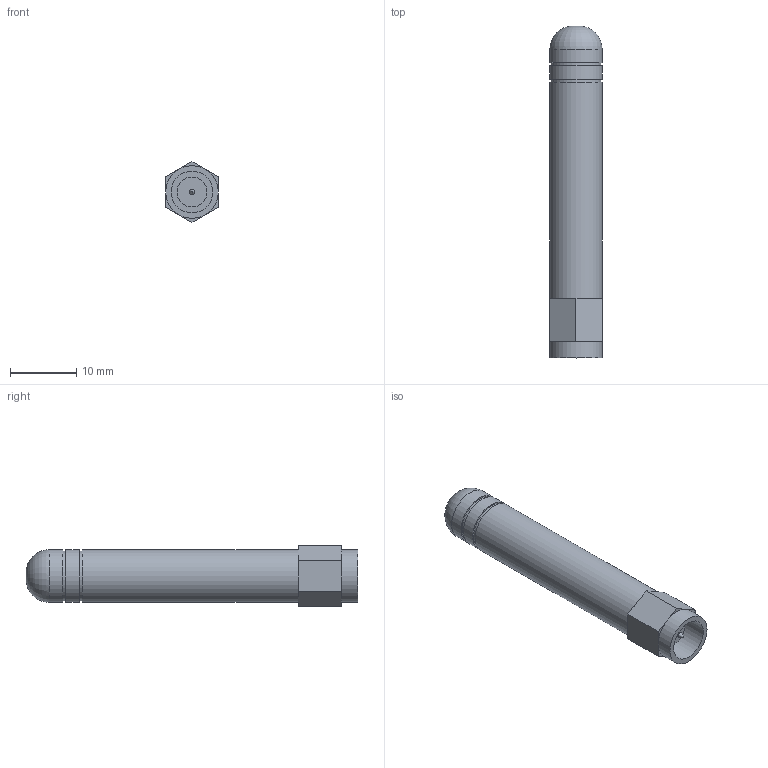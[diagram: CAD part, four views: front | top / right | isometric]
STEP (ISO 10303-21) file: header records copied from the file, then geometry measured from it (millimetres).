
FILE_DESCRIPTION(/* description */ ('Unknown'),/* implementation_level */ '2;1');
FILE_NAME(/* name */ '2600130086',/* time_stamp */ '2023-06-26T14:18:31+02:00',/* author */ ('Unknown'),/* organization */ ('Unknown'),/* preprocessor_version */ 'ST-DEVELOPER v16.7',/* originating_system */ 'Solid Edge',/* authorisation */ 'Unknown');
FILE_SCHEMA (('AUTOMOTIVE_DESIGN {1 0 10303 214 3 1 1}'));
Length unit declared in the file: millimetre
Products named in the file (1): 2600130086
Bounding box: 7.92 x 50 x 9.15 mm (x, y, z)
Volume: 2278.3 mm3; surface area: 1558.4 mm2
Topology: 1 solids, 1 shells, 38 faces, 73 edges, 44 vertices
Faces by surface type: plane 27, cylinder 9, torus 1, cone 1
Full cylindrical faces by diameter (mm): 0.8 x1, 4.5 x1, 6.3 x1, 7.5 x2, 7.92 x4
Entity records: 1172 total; most frequent: DIRECTION 168, CARTESIAN_POINT 141, ORIENTED_EDGE 120, AXIS2_PLACEMENT_3D 69, EDGE_CURVE 60, EDGE_LOOP 56, FACE_BOUND 56, VERTEX_POINT 42
